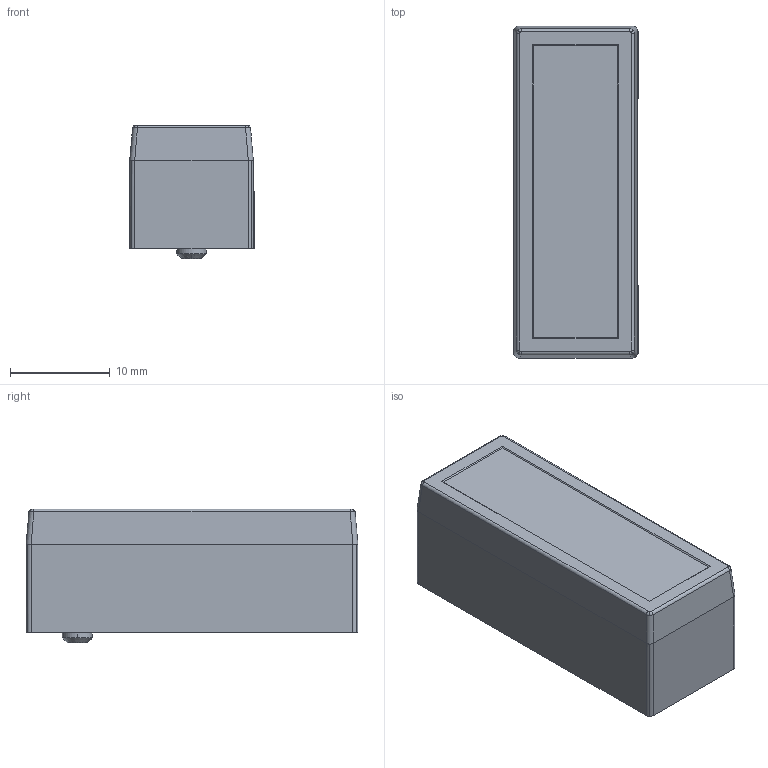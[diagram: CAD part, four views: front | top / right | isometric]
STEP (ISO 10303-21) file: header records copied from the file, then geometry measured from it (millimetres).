
FILE_DESCRIPTION (( 'STEP AP203' ), '1' );
FILE_NAME ('OUTSIDE-IAC-R7B.STEP', '2014-08-21T10:19:24', ( 'IDEC' ), ( '' ), 'SwSTEP 2.0', 'SolidWorks 2012', '' );
FILE_SCHEMA (( 'CONFIG_CONTROL_DESIGN' ));
Length unit declared in the file: millimetre
Products named in the file (1): OUTSIDE-IAC-R7B
Bounding box: 12.5 x 33.3 x 13.4 mm (x, y, z)
Volume: 5014.2 mm3; surface area: 1983.4 mm2
Topology: 1 solids, 1 shells, 59 faces, 142 edges, 88 vertices
Faces by surface type: plane 25, bspline 16, cylinder 14, cone 4
Entity records: 1954 total; most frequent: CARTESIAN_POINT 624, ORIENTED_EDGE 284, DIRECTION 228, EDGE_CURVE 142, VERTEX_POINT 88, LINE 80, VECTOR 80, AXIS2_PLACEMENT_3D 74
